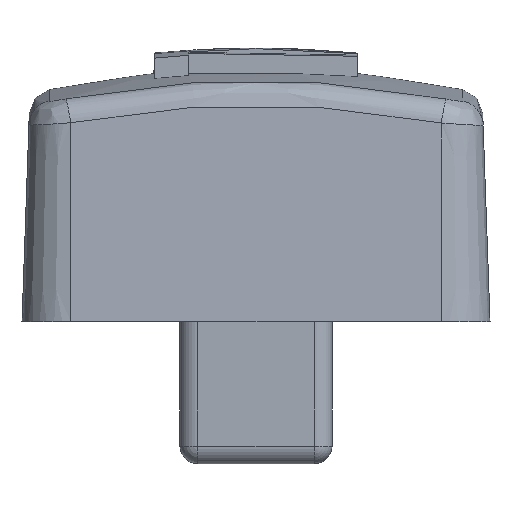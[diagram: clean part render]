
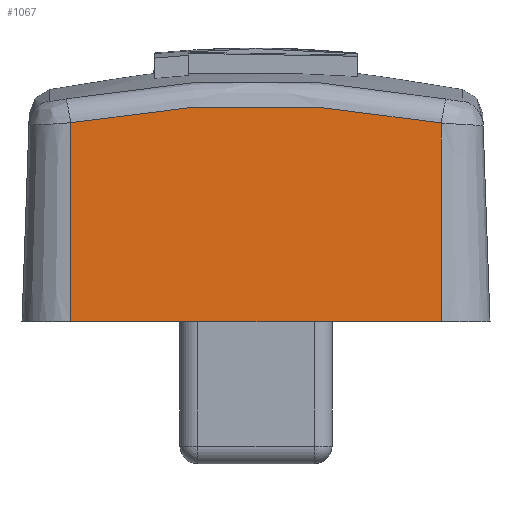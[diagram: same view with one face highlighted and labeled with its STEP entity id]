
A CAD part, left-side view. The second image highlights one B-rep face of the part: STEP entity #1067.
In plain terms, the highlighted planar face has unit normal (-0.999, 0, 0.035).
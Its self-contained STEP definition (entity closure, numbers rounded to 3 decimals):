
#527=PLANE('',#3360);
#591=FACE_OUTER_BOUND('',#1279,.T.);
#797=LINE('',#5056,#937);
#798=LINE('',#5064,#938);
#799=LINE('',#5066,#939);
#937=VECTOR('',#3618,1.);
#938=VECTOR('',#3619,1.);
#939=VECTOR('',#3620,1.);
#1067=ADVANCED_FACE('',(#591),#527,.T.);
#1279=EDGE_LOOP('',(#1589,#1590,#1591,#1592));
#1589=ORIENTED_EDGE('',*,*,#2781,.F.);
#1590=ORIENTED_EDGE('',*,*,#2782,.T.);
#1591=ORIENTED_EDGE('',*,*,#2783,.T.);
#1592=ORIENTED_EDGE('',*,*,#2784,.T.);
#2501=VERTEX_POINT('',#5057);
#2502=VERTEX_POINT('',#5058);
#2503=VERTEX_POINT('',#5063);
#2504=VERTEX_POINT('',#5065);
#2781=EDGE_CURVE('',#2501,#2502,#797,.T.);
#2782=EDGE_CURVE('',#2501,#2503,#3207,.T.);
#2783=EDGE_CURVE('',#2503,#2504,#798,.T.);
#2784=EDGE_CURVE('',#2504,#2502,#799,.T.);
#3207=B_SPLINE_CURVE_WITH_KNOTS('',3,(#5059,#5060,#5061,#5062),
 .UNSPECIFIED.,.F.,.F.,(4,4),(0.,1.),.UNSPECIFIED.);
#3360=AXIS2_PLACEMENT_3D('',#5067,#3621,#3622);
#3618=DIRECTION('',(-0.035,0.,-0.999));
#3619=DIRECTION('',(-0.035,0.,-0.999));
#3620=DIRECTION('',(0.,-1.,0.));
#3621=DIRECTION('',(-0.999,0.,0.035));
#3622=DIRECTION('',(0.035,0.,0.999));
#5056=CARTESIAN_POINT('',(-6.9,-3.65,0.));
#5057=CARTESIAN_POINT('',(-6.728,-3.65,4.924));
#5058=CARTESIAN_POINT('',(-6.865,-3.65,1.));
#5059=CARTESIAN_POINT('',(-6.728,-3.65,4.924));
#5060=CARTESIAN_POINT('',(-6.712,-1.235,5.39));
#5061=CARTESIAN_POINT('',(-6.712,1.234,5.392));
#5062=CARTESIAN_POINT('',(-6.728,3.65,4.928));
#5063=CARTESIAN_POINT('',(-6.728,3.65,4.928));
#5064=CARTESIAN_POINT('',(-6.9,3.65,0.));
#5065=CARTESIAN_POINT('',(-6.865,3.65,1.));
#5066=CARTESIAN_POINT('',(-6.865,3.65,1.));
#5067=CARTESIAN_POINT('',(-6.9,3.65,0.));
